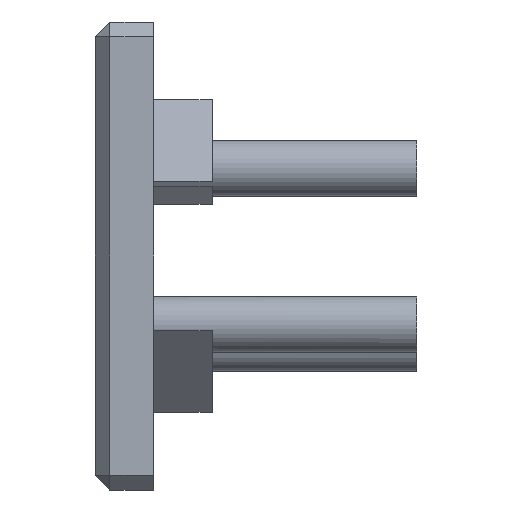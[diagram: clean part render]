
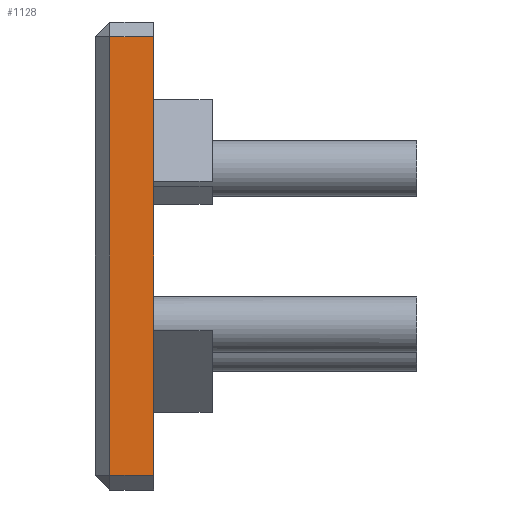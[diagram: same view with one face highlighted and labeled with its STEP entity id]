
A CAD part, left-side view. The second image highlights one B-rep face of the part: STEP entity #1128.
In plain terms, the highlighted planar face has unit normal (-1, 0, 0).
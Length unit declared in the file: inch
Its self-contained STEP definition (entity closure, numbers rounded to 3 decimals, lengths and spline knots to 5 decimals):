
#168=FACE_OUTER_BOUND('',#253,.T.);
#253=EDGE_LOOP('',(#980,#981,#982,#983));
#274=LINE('',#1617,#386);
#361=LINE('',#1866,#473);
#365=LINE('',#1873,#477);
#366=LINE('',#1875,#478);
#386=VECTOR('',#1288,0.3937);
#473=VECTOR('',#1533,0.3937);
#477=VECTOR('',#1541,0.3937);
#478=VECTOR('',#1544,0.3937);
#497=VERTEX_POINT('',#1614);
#498=VERTEX_POINT('',#1616);
#581=VERTEX_POINT('',#1862);
#582=VERTEX_POINT('',#1868);
#594=EDGE_CURVE('',#498,#497,#274,.T.);
#718=EDGE_CURVE('',#498,#581,#361,.T.);
#722=EDGE_CURVE('',#582,#497,#365,.T.);
#723=EDGE_CURVE('',#581,#582,#366,.T.);
#980=ORIENTED_EDGE('',*,*,#722,.F.);
#981=ORIENTED_EDGE('',*,*,#723,.F.);
#982=ORIENTED_EDGE('',*,*,#718,.F.);
#983=ORIENTED_EDGE('',*,*,#594,.T.);
#1077=PLANE('',#1248);
#1128=ADVANCED_FACE('',(#168),#1077,.T.);
#1248=AXIS2_PLACEMENT_3D('',#1876,#1545,#1546);
#1288=DIRECTION('',(0.,0.,1.));
#1533=DIRECTION('',(0.,1.,0.));
#1541=DIRECTION('',(0.,-1.,0.));
#1544=DIRECTION('',(0.,0.,1.));
#1545=DIRECTION('center_axis',(-1.,0.,0.));
#1546=DIRECTION('ref_axis',(0.,0.,1.));
#1614=CARTESIAN_POINT('',(-4.4,0.,0.46217));
#1616=CARTESIAN_POINT('',(-4.4,0.,-1.41217));
#1617=CARTESIAN_POINT('',(-4.4,0.,-1.14067));
#1862=CARTESIAN_POINT('',(-4.4,0.1875,-1.41217));
#1866=CARTESIAN_POINT('',(-4.4,0.,-1.41217));
#1868=CARTESIAN_POINT('',(-4.4,0.1875,0.46217));
#1873=CARTESIAN_POINT('',(-4.4,0.,0.46217));
#1875=CARTESIAN_POINT('',(-4.4,0.1875,-0.97484));
#1876=CARTESIAN_POINT('Origin',(-4.4,0.,-1.47467));
